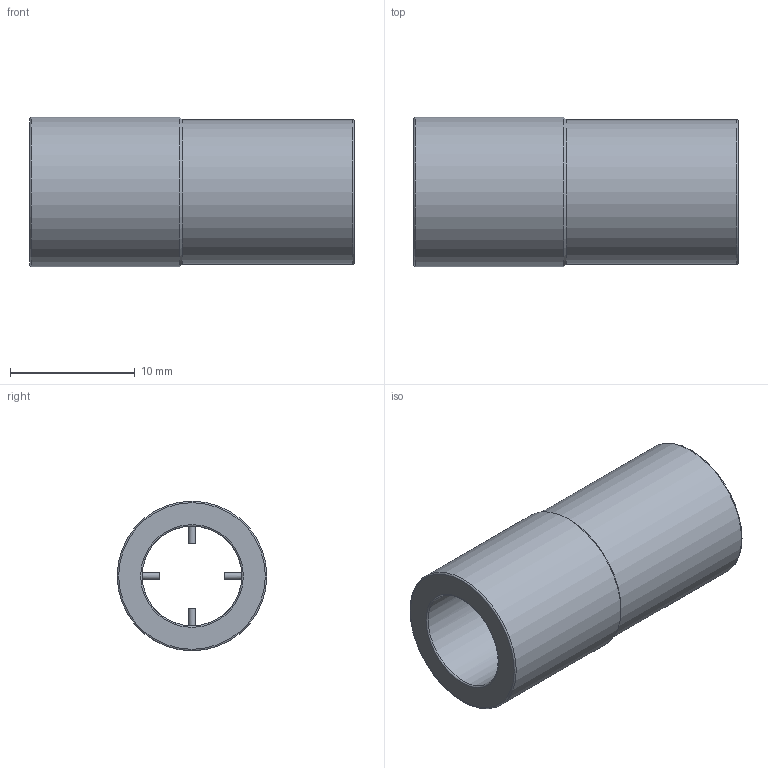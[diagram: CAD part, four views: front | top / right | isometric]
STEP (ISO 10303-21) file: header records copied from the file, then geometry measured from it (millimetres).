
FILE_DESCRIPTION( ( 'STEP AP214' ), ' ' );
FILE_NAME( '3.92.012.stp', '2015-07-31T13:58:10', ( '' ), ( '' ), ' ', 'PARTsolutions', ' ' );
FILE_SCHEMA( ( 'AUTOMOTIVE_DESIGN { 1 0 10303 214 1 1 1 1 }' ) );
Length unit declared in the file: millimetre
Products named in the file (1): _3.92.012
Bounding box: 26 x 12 x 12 mm (x, y, z)
Volume: 1123.2 mm3; surface area: 1889.8 mm2
Topology: 1 solids, 1 shells, 38 faces, 98 edges, 63 vertices
Faces by surface type: plane 19, cylinder 13, torus 4, cone 2
Full cylindrical faces by diameter (mm): 8 x1, 9.5 x1, 10 x1, 11.6 x1, 12 x1
Entity records: 1446 total; most frequent: CARTESIAN_POINT 257, DIRECTION 176, ORIENTED_EDGE 170, EDGE_CURVE 85, AXIS2_PLACEMENT_3D 68, VERTEX_POINT 61, EDGE_LOOP 52, FACE_OUTER_BOUND 47
